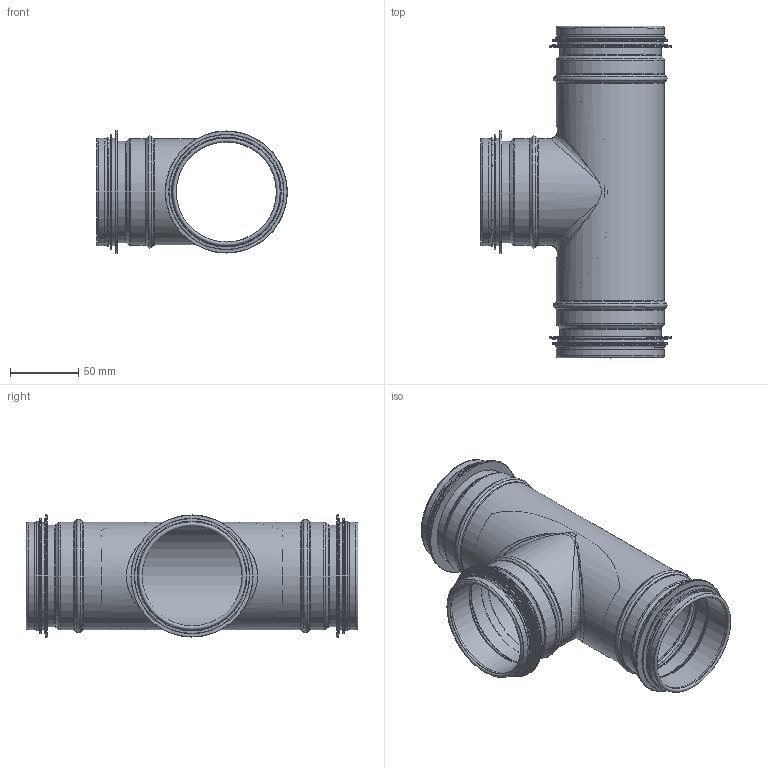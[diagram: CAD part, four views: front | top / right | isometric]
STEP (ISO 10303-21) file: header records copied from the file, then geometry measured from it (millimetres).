
FILE_DESCRIPTION((''),'2;1');
FILE_NAME('HTK_80-80.stp','2014-02-20T15:55:27',(''),(''),'Autodesk Inventor 2013','Autodesk Inventor 2013','');
FILE_SCHEMA(('AUTOMOTIVE_DESIGN { 1 2 10303 214 0 1 1 1 }'));
Length unit declared in the file: millimetre
Products named in the file (5): HTK_80-80; HTKRörämne_80-80; 999002; HPS_80-80; HPSRörämne_80-80
Assembly tree (6 placements, depth 3):
  HTK_80-80
    HTKRörämne_80-80
    999002  x2
    HPS_80-80
      HPSRörämne_80-80
      999002
Bounding box: 139.72 x 243 x 89.45 mm (x, y, z)
Volume: 68947 mm3; surface area: 206094.8 mm2
Topology: 5 solids, 5 shells, 154 faces, 312 edges, 173 vertices
Faces by surface type: torus 51, cylinder 50, plane 26, cone 22, bspline 5
Full cylindrical faces by diameter (mm): 73.25 x3, 74.25 x3, 75.45 x3, 77.05 x1, 78.05 x17, 79.05 x6, 84.45 x3, 89.45 x3
Entity records: 3723 total; most frequent: CARTESIAN_POINT 1341, DIRECTION 472, ORIENTED_EDGE 306, AXIS2_PLACEMENT_3D 225, EDGE_LOOP 212, EDGE_CURVE 153, VERTEX_POINT 131, STYLED_ITEM 119
